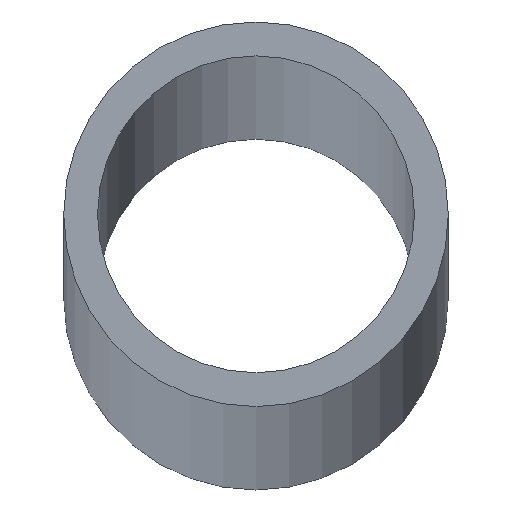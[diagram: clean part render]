
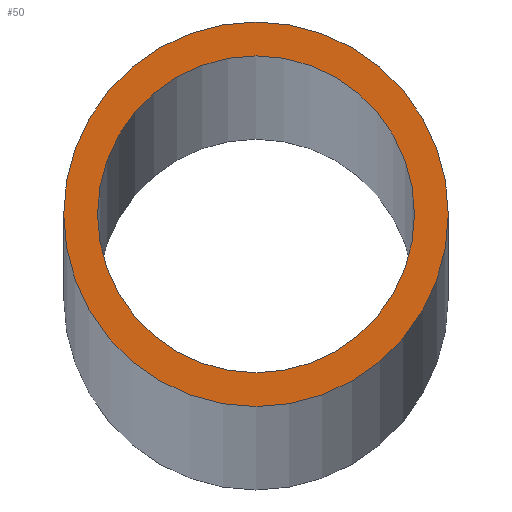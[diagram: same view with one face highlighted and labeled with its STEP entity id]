
A CAD part, top view. The second image highlights one B-rep face of the part: STEP entity #50.
In plain terms, the highlighted planar face has unit normal (0, 0, 1).
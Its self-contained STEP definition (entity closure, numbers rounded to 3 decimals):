
#1 = CARTESIAN_POINT ( 'NONE',  ( 0., 0., 3000. ) ) ;
#4 = DIRECTION ( 'NONE',  ( 0., 0., 1. ) ) ;
#8 = ORIENTED_EDGE ( 'NONE', *, *, #184, .F. ) ;
#10 = EDGE_CURVE ( 'NONE', #83, #72, #37, .T. ) ;
#13 = EDGE_LOOP ( 'NONE', ( #45, #133 ) ) ;
#22 = VERTEX_POINT ( 'NONE', #70 ) ;
#27 = CIRCLE ( 'NONE', #81, 24.15 ) ;
#30 = DIRECTION ( 'NONE',  ( 0., 0., 1. ) ) ;
#36 = DIRECTION ( 'NONE',  ( 0., 0., 1. ) ) ;
#37 = CIRCLE ( 'NONE', #226, 24.15 ) ;
#38 = DIRECTION ( 'NONE',  ( 1., 0., 0. ) ) ;
#45 = ORIENTED_EDGE ( 'NONE', *, *, #10, .T. ) ;
#49 = PLANE ( 'NONE',  #194 ) ;
#50 = ADVANCED_FACE ( 'NONE', ( #137, #239 ), #49, .T. ) ;
#68 = CARTESIAN_POINT ( 'NONE',  ( 0., 0., 3000. ) ) ;
#70 = CARTESIAN_POINT ( 'NONE',  ( 19.9, 0., 3000. ) ) ;
#72 = VERTEX_POINT ( 'NONE', #188 ) ;
#77 = DIRECTION ( 'NONE',  ( 0., 0., 1. ) ) ;
#79 = DIRECTION ( 'NONE',  ( 1., 0., 0. ) ) ;
#81 = AXIS2_PLACEMENT_3D ( 'NONE', #96, #36, #149 ) ;
#83 = VERTEX_POINT ( 'NONE', #169 ) ;
#96 = CARTESIAN_POINT ( 'NONE',  ( 0., 0., 3000. ) ) ;
#98 = ORIENTED_EDGE ( 'NONE', *, *, #155, .F. ) ;
#109 = CARTESIAN_POINT ( 'NONE',  ( 0., 0., 3000. ) ) ;
#110 = CIRCLE ( 'NONE', #198, 19.9 ) ;
#118 = VERTEX_POINT ( 'NONE', #219 ) ;
#124 = EDGE_CURVE ( 'NONE', #72, #83, #27, .T. ) ;
#129 = CARTESIAN_POINT ( 'NONE',  ( 0., 0., 3000. ) ) ;
#133 = ORIENTED_EDGE ( 'NONE', *, *, #124, .T. ) ;
#137 = FACE_OUTER_BOUND ( 'NONE', #13, .T. ) ;
#148 = EDGE_LOOP ( 'NONE', ( #8, #98 ) ) ;
#149 = DIRECTION ( 'NONE',  ( 1., 0., 0. ) ) ;
#155 = EDGE_CURVE ( 'NONE', #22, #118, #110, .T. ) ;
#163 = AXIS2_PLACEMENT_3D ( 'NONE', #1, #4, #38 ) ;
#169 = CARTESIAN_POINT ( 'NONE',  ( -24.15, 0., 3000. ) ) ;
#184 = EDGE_CURVE ( 'NONE', #118, #22, #231, .T. ) ;
#188 = CARTESIAN_POINT ( 'NONE',  ( 24.15, 0., 3000. ) ) ;
#193 = DIRECTION ( 'NONE',  ( 0., 0., 1. ) ) ;
#194 = AXIS2_PLACEMENT_3D ( 'NONE', #68, #30, #233 ) ;
#198 = AXIS2_PLACEMENT_3D ( 'NONE', #129, #77, #79 ) ;
#219 = CARTESIAN_POINT ( 'NONE',  ( -19.9, 0., 3000. ) ) ;
#226 = AXIS2_PLACEMENT_3D ( 'NONE', #109, #193, #247 ) ;
#231 = CIRCLE ( 'NONE', #163, 19.9 ) ;
#233 = DIRECTION ( 'NONE',  ( 1., 0., 0. ) ) ;
#239 = FACE_BOUND ( 'NONE', #148, .T. ) ;
#247 = DIRECTION ( 'NONE',  ( 1., 0., 0. ) ) ;
